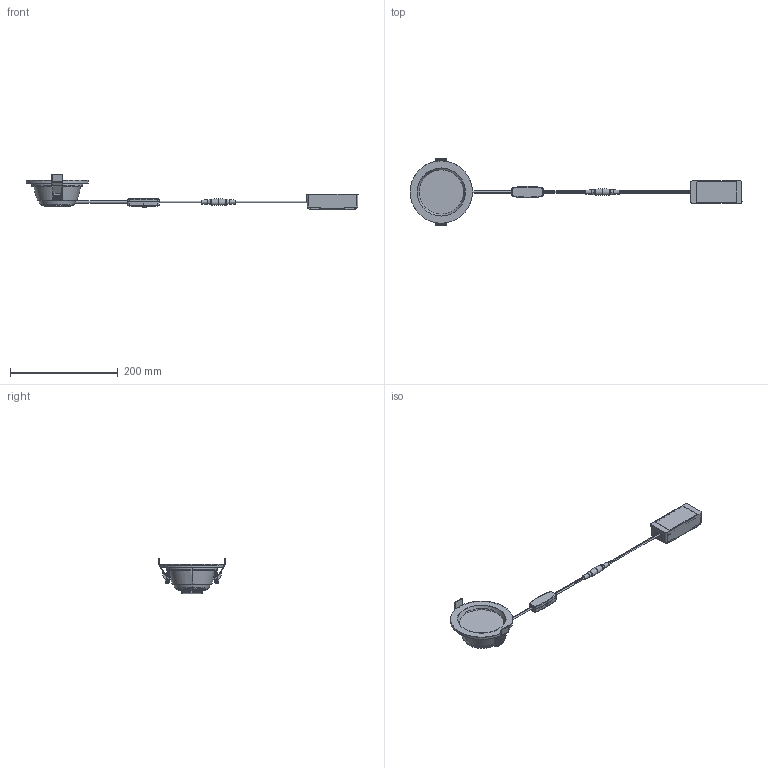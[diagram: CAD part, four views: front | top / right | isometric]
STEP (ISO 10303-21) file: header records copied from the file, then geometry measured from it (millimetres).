
FILE_DESCRIPTION (( 'STEP AP214' ), '1' );
FILE_NAME ('DL CMFT D100 OPAL.STEP', '2024-11-18T11:56:10', ( '' ), ( '' ), 'SwSTEP 2.0', 'SolidWorks 2022', '' );
FILE_SCHEMA (( 'AUTOMOTIVE_DESIGN' ));
Length unit declared in the file: millimetre
Products named in the file (1): DL CMFT D100 OPAL
Bounding box: 616.55 x 125.72 x 65.8 mm (x, y, z)
Volume: 95998.9 mm3; surface area: 138318.5 mm2
Topology: 26 solids, 38 shells, 968 faces, 2453 edges, 1566 vertices
Faces by surface type: plane 480, cylinder 231, bspline 152, cone 65, torus 28, sphere 12
Full cylindrical faces by diameter (mm): 5.5 x1, 8 x1, 86.9 x1, 93 x1, 112.3 x1, 113.2 x1
Entity records: 64566 total; most frequent: CARTESIAN_POINT 32046, ORIENTED_EDGE 4828, DIRECTION 3873, EDGE_CURVE 2414, VERTEX_POINT 1555, AXIS2_PLACEMENT_3D 1324, VECTOR 1225, LINE 1225
